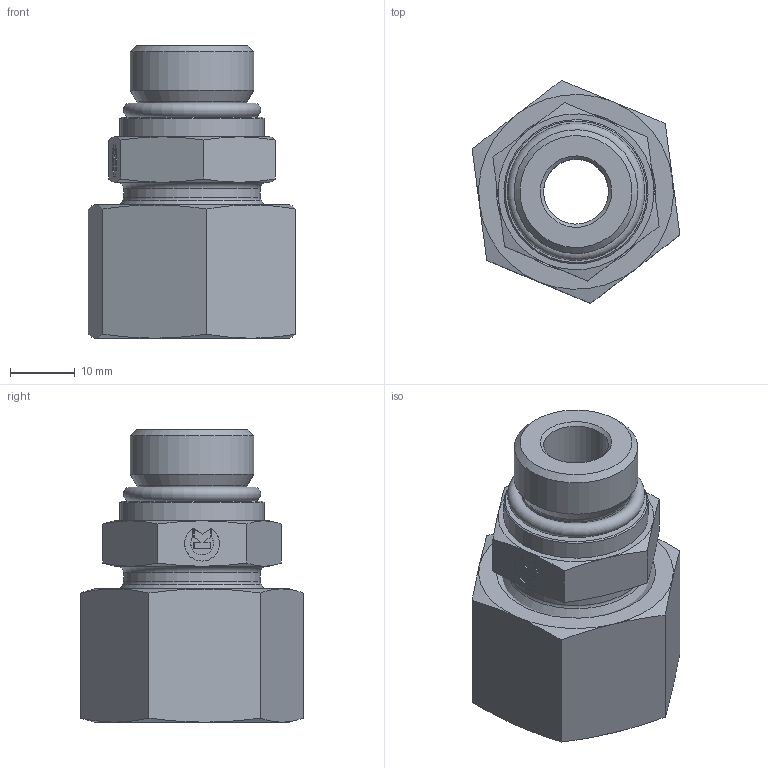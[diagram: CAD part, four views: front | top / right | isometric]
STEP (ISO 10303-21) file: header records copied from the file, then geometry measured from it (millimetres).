
FILE_DESCRIPTION((''),'2;1');
FILE_NAME('18216030424.stp','2014-09-18T11:45:28',(''),('KNOMI spol. s r. o.'),'Autodesk Inventor 2012','Autodesk Inventor 2012','');
FILE_SCHEMA(('AUTOMOTIVE_DESIGN { 1 2 10303 214 0 1 1 1 }'));
Length unit declared in the file: millimetre
Products named in the file (6): PHK-UNF 16S   3/4- 16UNF/M24; 3981624; 40816; PHFUNF; 17416030424; 606163622090
Assembly tree (5 placements, depth 3):
  PHK-UNF 16S   3/4- 16UNF/M24
    3981624
    40816
    PHFUNF
      17416030424
      606163622090
Bounding box: 32 x 34.35 x 45 mm (x, y, z)
Volume: 19624.9 mm3; surface area: 10666.4 mm2
Topology: 4 solids, 4 shells, 113 faces, 257 edges, 158 vertices
Faces by surface type: plane 52, cone 39, cylinder 16, torus 6
Full cylindrical faces by diameter (mm): 10 x1, 16 x3, 16.76 x1, 18.2 x1, 19.05 x1, 21 x1, 21.1 x1, 22.2 x1, 22.376 x1, 24 x1
Entity records: 3157 total; most frequent: CARTESIAN_POINT 585, DIRECTION 490, ORIENTED_EDGE 432, EDGE_CURVE 216, AXIS2_PLACEMENT_3D 198, EDGE_LOOP 159, VERTEX_POINT 149, STYLED_ITEM 117
